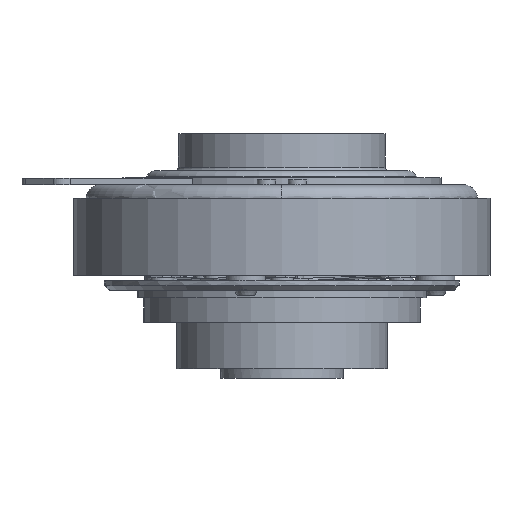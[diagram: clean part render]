
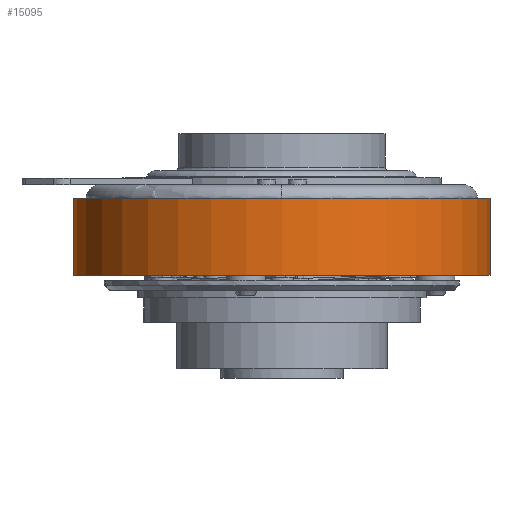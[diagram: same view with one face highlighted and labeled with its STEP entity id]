
A CAD part, front view. The second image highlights one B-rep face of the part: STEP entity #15095.
In plain terms, the highlighted cylindrical face has radius 85 mm (diameter 170 mm), a partial arc.
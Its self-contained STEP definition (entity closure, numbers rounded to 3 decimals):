
#36 = CARTESIAN_POINT ( 'NONE',  ( -85., 0., -5.5 ) ) ;
#284 = CIRCLE ( 'NONE', #345, 85. ) ;
#301 = ORIENTED_EDGE ( 'NONE', *, *, #15969, .T. ) ;
#345 = AXIS2_PLACEMENT_3D ( 'NONE', #9057, #1553, #7711 ) ;
#636 = CIRCLE ( 'NONE', #19197, 85. ) ;
#1091 = AXIS2_PLACEMENT_3D ( 'NONE', #17531, #8722, #12157 ) ;
#1553 = DIRECTION ( 'NONE',  ( 0., 0., -1. ) ) ;
#2094 = VERTEX_POINT ( 'NONE', #20900 ) ;
#2407 = EDGE_CURVE ( 'NONE', #2094, #4542, #284, .T. ) ;
#2760 = ORIENTED_EDGE ( 'NONE', *, *, #6513, .T. ) ;
#2821 = FACE_OUTER_BOUND ( 'NONE', #20694, .T. ) ;
#3386 = EDGE_CURVE ( 'NONE', #11400, #4542, #6556, .T. ) ;
#4542 = VERTEX_POINT ( 'NONE', #36 ) ;
#5655 = VERTEX_POINT ( 'NONE', #10166 ) ;
#6513 = EDGE_CURVE ( 'NONE', #5655, #2094, #21975, .T. ) ;
#6516 = DIRECTION ( 'NONE',  ( 0., 0., 1. ) ) ;
#6556 = LINE ( 'NONE', #22297, #20678 ) ;
#7711 = DIRECTION ( 'NONE',  ( -1., 0., 0. ) ) ;
#8044 = CARTESIAN_POINT ( 'NONE',  ( 0., 0., -37.05 ) ) ;
#8722 = DIRECTION ( 'NONE',  ( 0., 0., 1. ) ) ;
#9057 = CARTESIAN_POINT ( 'NONE',  ( 0., 0., -5.5 ) ) ;
#9834 = DIRECTION ( 'NONE',  ( 1., 0., 0. ) ) ;
#10166 = CARTESIAN_POINT ( 'NONE',  ( 85., 0., -37.05 ) ) ;
#11400 = VERTEX_POINT ( 'NONE', #11458 ) ;
#11458 = CARTESIAN_POINT ( 'NONE',  ( -85., 0., -37.05 ) ) ;
#12157 = DIRECTION ( 'NONE',  ( 1., 0., 0. ) ) ;
#12501 = VECTOR ( 'NONE', #6516, 1000. ) ;
#13731 = DIRECTION ( 'NONE',  ( 0., 0., 1. ) ) ;
#15095 = ADVANCED_FACE ( 'NONE', ( #2821 ), #20508, .T. ) ;
#15760 = ORIENTED_EDGE ( 'NONE', *, *, #3386, .F. ) ;
#15969 = EDGE_CURVE ( 'NONE', #11400, #5655, #636, .T. ) ;
#17531 = CARTESIAN_POINT ( 'NONE',  ( 0., 0., 57.99 ) ) ;
#19197 = AXIS2_PLACEMENT_3D ( 'NONE', #8044, #20424, #9834 ) ;
#19262 = CARTESIAN_POINT ( 'NONE',  ( 85., 0., 57.99 ) ) ;
#20424 = DIRECTION ( 'NONE',  ( 0., 0., 1. ) ) ;
#20508 = CYLINDRICAL_SURFACE ( 'NONE', #1091, 85. ) ;
#20678 = VECTOR ( 'NONE', #13731, 1000. ) ;
#20694 = EDGE_LOOP ( 'NONE', ( #15760, #301, #2760, #21410 ) ) ;
#20900 = CARTESIAN_POINT ( 'NONE',  ( 85., 0., -5.5 ) ) ;
#21410 = ORIENTED_EDGE ( 'NONE', *, *, #2407, .T. ) ;
#21975 = LINE ( 'NONE', #19262, #12501 ) ;
#22297 = CARTESIAN_POINT ( 'NONE',  ( -85., 0., 57.99 ) ) ;
